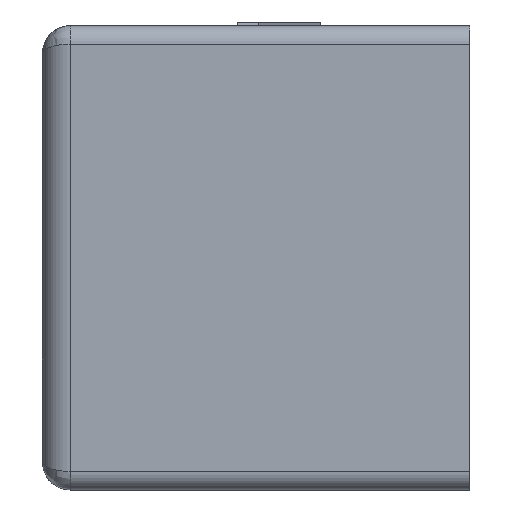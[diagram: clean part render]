
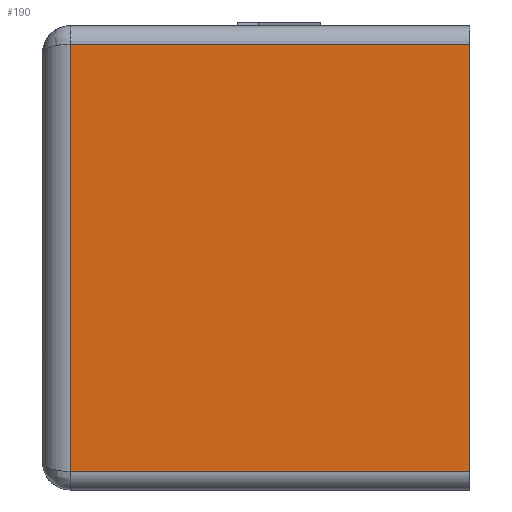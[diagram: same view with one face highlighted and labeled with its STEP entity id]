
A CAD part, left-side view. The second image highlights one B-rep face of the part: STEP entity #190.
In plain terms, the highlighted planar face has unit normal (-1, 0, 0).
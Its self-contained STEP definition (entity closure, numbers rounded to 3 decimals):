
#190 = ADVANCED_FACE( '', ( #496 ), #497, .T. );
#496 = FACE_OUTER_BOUND( '', #1118, .T. );
#497 = PLANE( '', #1119 );
#1118 = EDGE_LOOP( '', ( #2416, #2417, #2418, #2419 ) );
#1119 = AXIS2_PLACEMENT_3D( '', #2420, #2421, #2422 );
#2416 = ORIENTED_EDGE( '', *, *, #2970, .T. );
#2417 = ORIENTED_EDGE( '', *, *, #2944, .T. );
#2418 = ORIENTED_EDGE( '', *, *, #2967, .T. );
#2419 = ORIENTED_EDGE( '', *, *, #2890, .F. );
#2420 = CARTESIAN_POINT( '', ( -11.5, 23., -12.5 ) );
#2421 = DIRECTION( '', ( -1., 0., 0. ) );
#2422 = DIRECTION( '', ( 0., 1., 0. ) );
#2890 = EDGE_CURVE( '', #3391, #3393, #3394, .T. );
#2944 = EDGE_CURVE( '', #3485, #3490, #3492, .F. );
#2967 = EDGE_CURVE( '', #3490, #3393, #3525, .T. );
#2970 = EDGE_CURVE( '', #3391, #3485, #3529, .F. );
#3391 = VERTEX_POINT( '', #4154 );
#3393 = VERTEX_POINT( '', #4156 );
#3394 = LINE( '', #4157, #4158 );
#3485 = VERTEX_POINT( '', #4293 );
#3490 = VERTEX_POINT( '', #4299 );
#3492 = LINE( '', #4301, #4302 );
#3525 = LINE( '', #4344, #4345 );
#3529 = LINE( '', #4350, #4351 );
#4154 = CARTESIAN_POINT( '', ( -11.5, 0., 11.5 ) );
#4156 = CARTESIAN_POINT( '', ( -11.5, 0., -11.5 ) );
#4157 = CARTESIAN_POINT( '', ( -11.5, 0., -12.5 ) );
#4158 = VECTOR( '', #4966, 1000. );
#4293 = CARTESIAN_POINT( '', ( -11.5, 21.5, 11.5 ) );
#4299 = CARTESIAN_POINT( '', ( -11.5, 21.5, -11.5 ) );
#4301 = CARTESIAN_POINT( '', ( -11.5, 21.5, -12.5 ) );
#4302 = VECTOR( '', #5036, 1000. );
#4344 = CARTESIAN_POINT( '', ( -11.5, 23., -11.5 ) );
#4345 = VECTOR( '', #5085, 1000. );
#4350 = CARTESIAN_POINT( '', ( -11.5, 23., 11.5 ) );
#4351 = VECTOR( '', #5090, 1000. );
#4966 = DIRECTION( '', ( 0., 0., -1. ) );
#5036 = DIRECTION( '', ( 0., 0., 1. ) );
#5085 = DIRECTION( '', ( 0., -1., 0. ) );
#5090 = DIRECTION( '', ( 0., -1., 0. ) );
